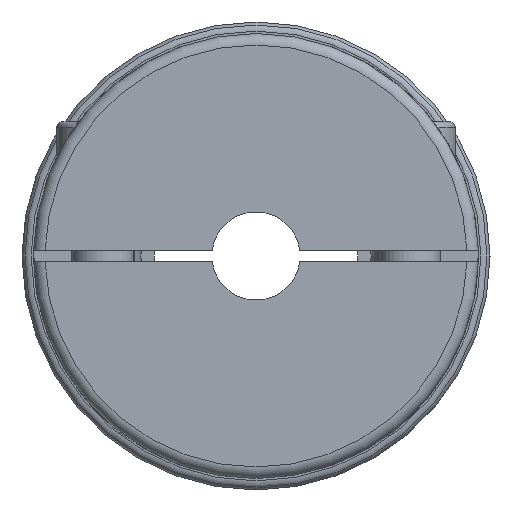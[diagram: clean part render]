
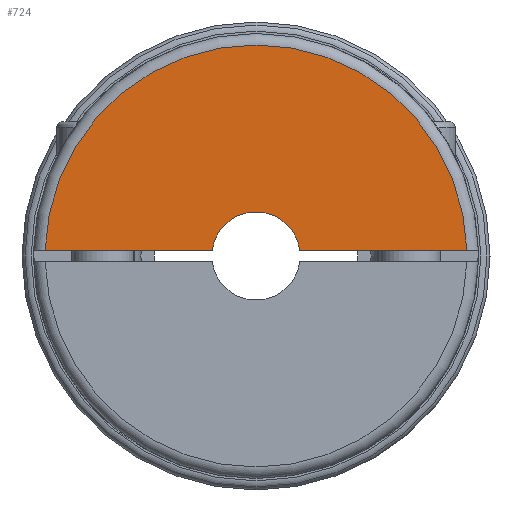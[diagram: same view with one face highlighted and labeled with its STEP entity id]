
A CAD part, left-side view. The second image highlights one B-rep face of the part: STEP entity #724.
In plain terms, the highlighted planar face has unit normal (-1, 0, 0).
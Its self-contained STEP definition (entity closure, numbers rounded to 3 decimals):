
#724 = ADVANCED_FACE( '', ( #1681 ), #1682, .T. );
#1681 = FACE_OUTER_BOUND( '', #2792, .T. );
#1682 = PLANE( '', #2793 );
#2792 = EDGE_LOOP( '', ( #4615, #4616, #4617, #4618 ) );
#2793 = AXIS2_PLACEMENT_3D( '', #4619, #4620, #4621 );
#4615 = ORIENTED_EDGE( '', *, *, #5734, .T. );
#4616 = ORIENTED_EDGE( '', *, *, #5465, .T. );
#4617 = ORIENTED_EDGE( '', *, *, #5519, .T. );
#4618 = ORIENTED_EDGE( '', *, *, #5980, .F. );
#4619 = CARTESIAN_POINT( '', ( -39., 0., 11.5 ) );
#4620 = DIRECTION( '', ( -1., 0., 0. ) );
#4621 = DIRECTION( '', ( 0., 0., 1. ) );
#5465 = EDGE_CURVE( '', #6353, #6357, #6359, .T. );
#5519 = EDGE_CURVE( '', #6357, #6447, #6448, .T. );
#5734 = EDGE_CURVE( '', #6785, #6353, #6786, .T. );
#5980 = EDGE_CURVE( '', #6785, #6447, #7129, .T. );
#6353 = VERTEX_POINT( '', #7606 );
#6357 = VERTEX_POINT( '', #7625 );
#6359 = CIRCLE( '', #7642, 55. );
#6447 = VERTEX_POINT( '', #7846 );
#6448 = LINE( '', #7847, #7848 );
#6785 = VERTEX_POINT( '', #8609 );
#6786 = LINE( '', #8610, #8611 );
#7129 = CIRCLE( '', #9602, 11.5 );
#7606 = CARTESIAN_POINT( '', ( -39., -54.98, 1.5 ) );
#7625 = CARTESIAN_POINT( '', ( -39., 54.98, 1.5 ) );
#7642 = AXIS2_PLACEMENT_3D( '', #10194, #10195, #10196 );
#7846 = CARTESIAN_POINT( '', ( -39., 11.402, 1.5 ) );
#7847 = CARTESIAN_POINT( '', ( -39., 0., 1.5 ) );
#7848 = VECTOR( '', #10281, 1000. );
#8609 = CARTESIAN_POINT( '', ( -39., -11.402, 1.5 ) );
#8610 = CARTESIAN_POINT( '', ( -39., 0., 1.5 ) );
#8611 = VECTOR( '', #10557, 1000. );
#9602 = AXIS2_PLACEMENT_3D( '', #10871, #10872, #10873 );
#10194 = CARTESIAN_POINT( '', ( -39., 0., 0. ) );
#10195 = DIRECTION( '', ( -1., 0., 0. ) );
#10196 = DIRECTION( '', ( 0., 0., -1. ) );
#10281 = DIRECTION( '', ( 0., -1., 0. ) );
#10557 = DIRECTION( '', ( 0., -1., 0. ) );
#10871 = CARTESIAN_POINT( '', ( -39., 0., 0. ) );
#10872 = DIRECTION( '', ( -1., 0., 0. ) );
#10873 = DIRECTION( '', ( 0., 0., -1. ) );
